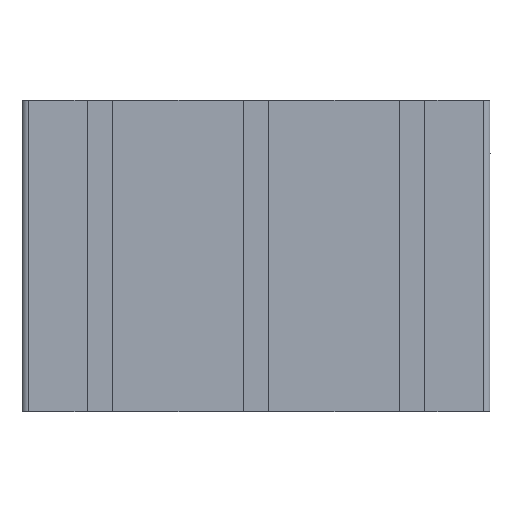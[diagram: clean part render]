
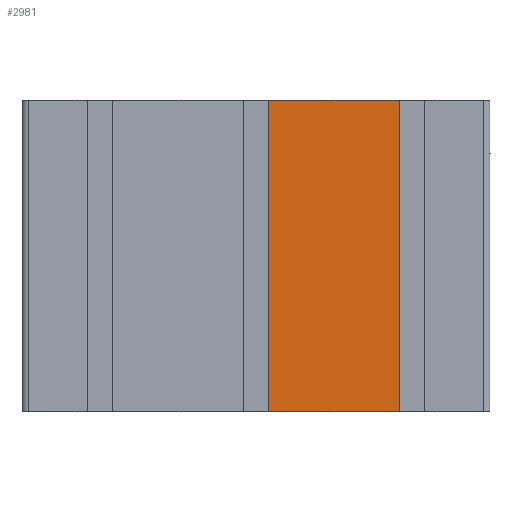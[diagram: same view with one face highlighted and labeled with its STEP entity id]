
A CAD part, front view. The second image highlights one B-rep face of the part: STEP entity #2981.
In plain terms, the highlighted planar face has unit normal (0, -1, 0).
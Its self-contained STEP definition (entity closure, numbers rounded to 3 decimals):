
#44 = VERTEX_POINT ( 'NONE', #3497 ) ;
#472 = CARTESIAN_POINT ( 'NONE',  ( 6644.292, 3913.014, 0. ) ) ;
#886 = VERTEX_POINT ( 'NONE', #7541 ) ;
#1283 = VERTEX_POINT ( 'NONE', #4938 ) ;
#1692 = DIRECTION ( 'NONE',  ( 0., 0., 1. ) ) ;
#1703 = CARTESIAN_POINT ( 'NONE',  ( 6644.292, 3913.014, 100. ) ) ;
#2173 = EDGE_CURVE ( 'NONE', #4688, #886, #5202, .T. ) ;
#2430 = EDGE_CURVE ( 'NONE', #44, #1283, #4626, .T. ) ;
#2469 = EDGE_CURVE ( 'NONE', #886, #1283, #4604, .T. ) ;
#2529 = EDGE_CURVE ( 'NONE', #4688, #44, #4558, .T. ) ;
#2981 = ADVANCED_FACE ( 'NONE', ( #3719 ), #8126, .F. ) ;
#3497 = CARTESIAN_POINT ( 'NONE',  ( 6686.092, 3913.014, 0. ) ) ;
#3719 = FACE_OUTER_BOUND ( 'NONE', #4747, .T. ) ;
#4311 = AXIS2_PLACEMENT_3D ( 'NONE', #8600, #8117, #8115 ) ;
#4467 = VECTOR ( 'NONE', #5501, 1000. ) ;
#4528 = VECTOR ( 'NONE', #6958, 1000. ) ;
#4558 = LINE ( 'NONE', #4591, #4467 ) ;
#4583 = VECTOR ( 'NONE', #7326, 1000. ) ;
#4591 = CARTESIAN_POINT ( 'NONE',  ( 6567.192, 3913.014, 0. ) ) ;
#4604 = LINE ( 'NONE', #7572, #4528 ) ;
#4626 = LINE ( 'NONE', #7407, #4583 ) ;
#4688 = VERTEX_POINT ( 'NONE', #472 ) ;
#4747 = EDGE_LOOP ( 'NONE', ( #5975, #8921, #6079, #6454 ) ) ;
#4938 = CARTESIAN_POINT ( 'NONE',  ( 6686.092, 3913.014, 100. ) ) ;
#5180 = VECTOR ( 'NONE', #1692, 1000. ) ;
#5202 = LINE ( 'NONE', #1703, #5180 ) ;
#5501 = DIRECTION ( 'NONE',  ( 1., 0., 0. ) ) ;
#5975 = ORIENTED_EDGE ( 'NONE', *, *, #2430, .T. ) ;
#6079 = ORIENTED_EDGE ( 'NONE', *, *, #2173, .F. ) ;
#6454 = ORIENTED_EDGE ( 'NONE', *, *, #2529, .T. ) ;
#6958 = DIRECTION ( 'NONE',  ( 1., 0., 0. ) ) ;
#7326 = DIRECTION ( 'NONE',  ( 0., 0., 1. ) ) ;
#7407 = CARTESIAN_POINT ( 'NONE',  ( 6686.092, 3913.014, 100. ) ) ;
#7541 = CARTESIAN_POINT ( 'NONE',  ( 6644.292, 3913.014, 100. ) ) ;
#7572 = CARTESIAN_POINT ( 'NONE',  ( 6567.192, 3913.014, 100. ) ) ;
#8115 = DIRECTION ( 'NONE',  ( 0., 0., 1. ) ) ;
#8117 = DIRECTION ( 'NONE',  ( 0., 1., 0. ) ) ;
#8126 = PLANE ( 'NONE',  #4311 ) ;
#8600 = CARTESIAN_POINT ( 'NONE',  ( 6644.292, 3913.014, 100. ) ) ;
#8921 = ORIENTED_EDGE ( 'NONE', *, *, #2469, .F. ) ;
